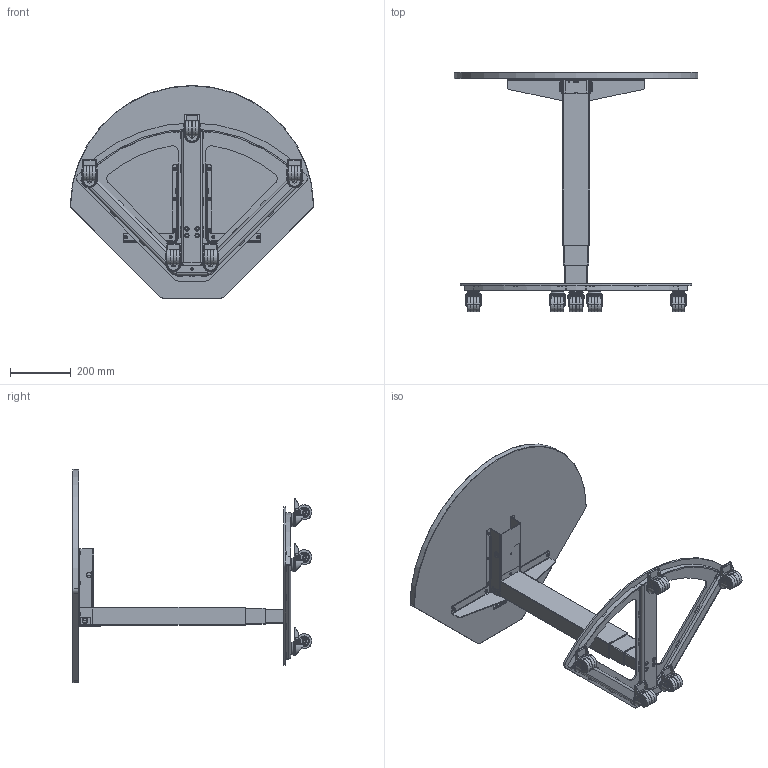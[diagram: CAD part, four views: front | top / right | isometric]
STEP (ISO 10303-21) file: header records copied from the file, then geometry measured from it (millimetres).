
FILE_DESCRIPTION (( 'STEP AP203' ), '1' );
FILE_NAME ('514045xE_Mobile One Q, skiva 800x700_202102.STEP', '2021-03-05T10:31:34', ( '' ), ( '' ), 'SwSTEP 2.0', 'SolidWorks 2019', '' );
FILE_SCHEMA (( 'CONFIG_CONTROL_DESIGN' ));
Length unit declared in the file: millimetre
Products named in the file (1): 514045xE_Mobile One Q, skiva 800x700_202102
Bounding box: 799.81 x 788 x 700 mm (x, y, z)
Surface area: 2248466.6 mm2 (no closed solid volume)
Topology: 0 solids, 150 shells, 1057 faces, 4042 edges, 3055 vertices
Faces by surface type: plane 398, cylinder 355, torus 133, cone 90, sphere 50, bspline 31
Entity records: 51377 total; most frequent: CARTESIAN_POINT 17709, DIRECTION 7445, ORIENTED_EDGE 5766, EDGE_CURVE 4030, VERTEX_POINT 3055, AXIS2_PLACEMENT_3D 2775, VECTOR 1895, LINE 1895
